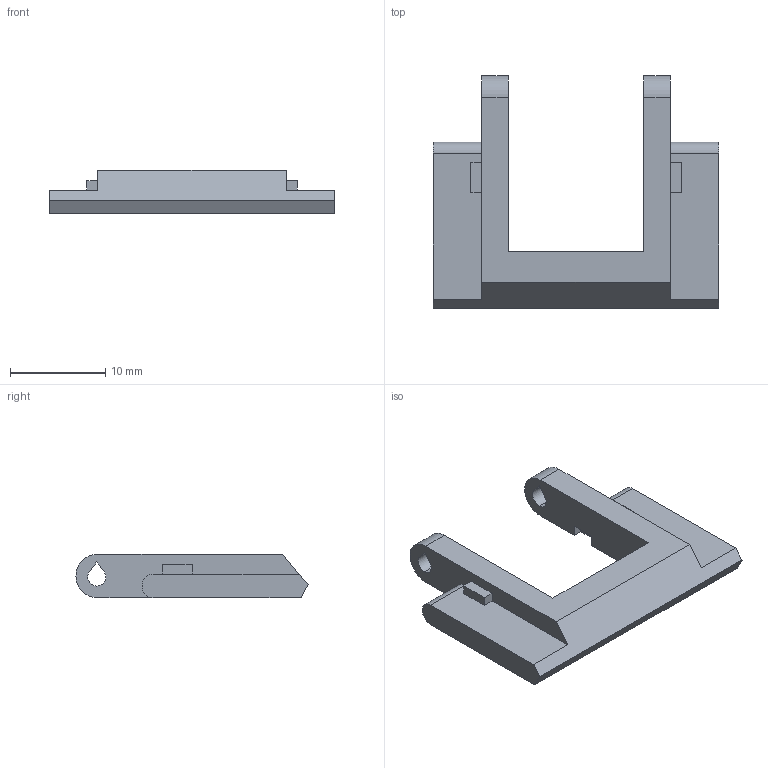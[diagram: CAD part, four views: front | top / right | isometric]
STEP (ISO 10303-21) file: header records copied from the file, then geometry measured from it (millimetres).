
FILE_DESCRIPTION(('HOOPS Exchange Step'),'2;1');
FILE_NAME('temp_export','2024-07-11T01:11:43-16:00',('13271'),('Shapr3D Limited'),'HOOPS Exchange 2024.2','Shapr3D','Authorized');
FILE_SCHEMA( ('AUTOMOTIVE_DESIGN { 1 0 10303 214 1 1 1 1 }') );
Length unit declared in the file: millimetre
Products named in the file (1): foot_l2_l
Bounding box: 30 x 24.35 x 4.6 mm (x, y, z)
Volume: 1220 mm3; surface area: 1345.1 mm2
Topology: 1 solids, 1 shells, 47 faces, 135 edges, 90 vertices
Faces by surface type: plane 35, cylinder 12
Entity records: 1565 total; most frequent: CARTESIAN_POINT 273, ORIENTED_EDGE 270, DIRECTION 255, EDGE_CURVE 135, VECTOR 111, LINE 111, VERTEX_POINT 90, AXIS2_PLACEMENT_3D 72
